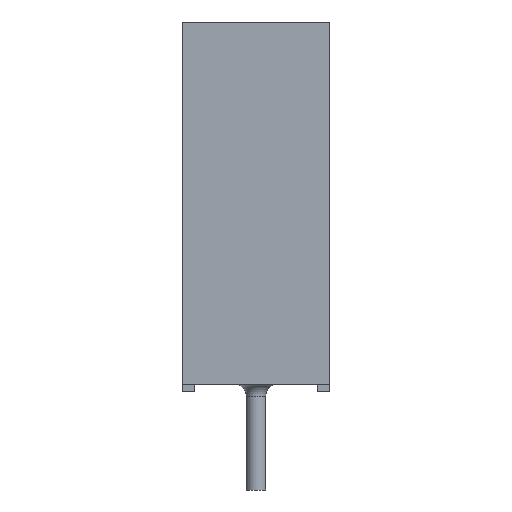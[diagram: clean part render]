
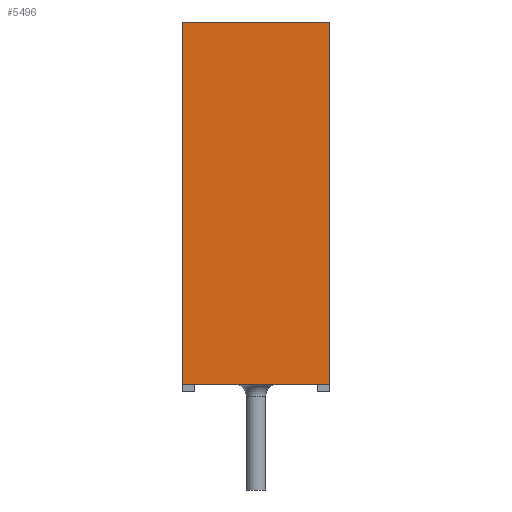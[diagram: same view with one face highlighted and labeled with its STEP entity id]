
A CAD part, left-side view. The second image highlights one B-rep face of the part: STEP entity #5496.
In plain terms, the highlighted planar face has unit normal (-1, 0, 0).
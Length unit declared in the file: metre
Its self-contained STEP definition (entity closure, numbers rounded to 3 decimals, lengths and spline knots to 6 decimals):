
#64=PLANE('',#5722);
#547=ORIENTED_EDGE('',*,*,#1580,.T.);
#548=ORIENTED_EDGE('',*,*,#1594,.F.);
#549=ORIENTED_EDGE('',*,*,#1536,.F.);
#550=ORIENTED_EDGE('',*,*,#1595,.T.);
#1536=EDGE_CURVE('',#2066,#2067,#2450,.T.);
#1580=EDGE_CURVE('',#2108,#2109,#2488,.T.);
#1594=EDGE_CURVE('',#2067,#2109,#2502,.T.);
#1595=EDGE_CURVE('',#2066,#2108,#2503,.T.);
#2066=VERTEX_POINT('',#7613);
#2067=VERTEX_POINT('',#7614);
#2108=VERTEX_POINT('',#7797);
#2109=VERTEX_POINT('',#7798);
#2450=LINE('',#7612,#2907);
#2488=LINE('',#7796,#2945);
#2502=LINE('',#7824,#2959);
#2503=LINE('',#7825,#2960);
#2907=VECTOR('',#6033,1.);
#2945=VECTOR('',#6075,1.);
#2959=VECTOR('',#6093,1.);
#2960=VECTOR('',#6094,1.);
#3325=EDGE_LOOP('',(#547,#548,#549,#550));
#3597=FACE_BOUND('',#3325,.T.);
#5496=ADVANCED_FACE('',(#3597),#64,.F.);
#5722=AXIS2_PLACEMENT_3D('',#7823,#6091,#6092);
#6033=DIRECTION('',(0.,0.,-1.));
#6075=DIRECTION('',(0.,0.,-1.));
#6091=DIRECTION('',(1.,0.,0.));
#6092=DIRECTION('',(0.,0.,-1.));
#6093=DIRECTION('',(0.,1.,0.));
#6094=DIRECTION('',(0.,1.,0.));
#7612=CARTESIAN_POINT('',(-0.013,-0.003,0.00735));
#7613=CARTESIAN_POINT('',(-0.013,-0.003,0.00735));
#7614=CARTESIAN_POINT('',(-0.013,-0.003,-0.00735));
#7796=CARTESIAN_POINT('',(-0.013,0.003,0.00735));
#7797=CARTESIAN_POINT('',(-0.013,0.003,0.00735));
#7798=CARTESIAN_POINT('',(-0.013,0.003,-0.00735));
#7823=CARTESIAN_POINT('',(-0.013,-0.003,0.00735));
#7824=CARTESIAN_POINT('',(-0.013,-0.003,-0.00735));
#7825=CARTESIAN_POINT('',(-0.013,-0.003,0.00735));
